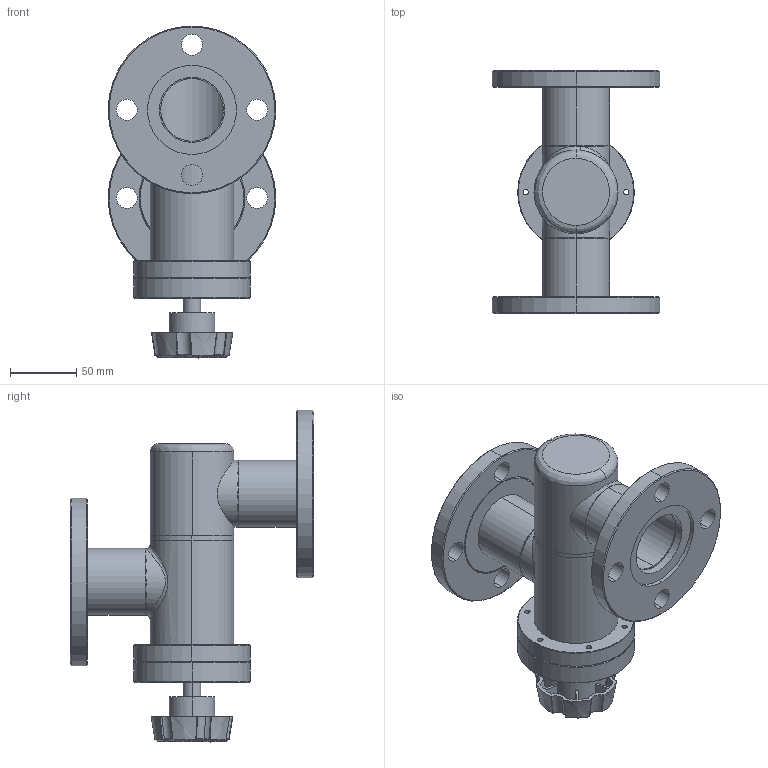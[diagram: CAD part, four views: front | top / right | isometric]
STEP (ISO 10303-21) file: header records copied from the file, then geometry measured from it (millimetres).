
FILE_DESCRIPTION (( 'STEP AP214' ), '1' );
FILE_NAME ('L-200-H-ASA_INLINE_VALVE_VITON_BONNET_MANUAL.STEP', '2020-04-03T08:27:45', ( 'admin' ), ( 'Microsoft' ), 'SwSTEP 2.0', 'SolidWorks 2016', '' );
FILE_SCHEMA (( 'AUTOMOTIVE_DESIGN' ));
Length unit declared in the file: inch
Products named in the file (1): L-200-H-ASA_INLINE_VALVE_VITON_BONNET_MANUAL
Bounding box: 127 x 184.15 x 251.36 mm (x, y, z)
Volume: 510423.5 mm3; surface area: 235676.6 mm2
Topology: 15 solids, 15 shells, 377 faces, 913 edges, 593 vertices
Faces by surface type: cylinder 174, cone 93, plane 90, bspline 20
Entity records: 14885 total; most frequent: CARTESIAN_POINT 5803, DIRECTION 1852, ORIENTED_EDGE 1826, EDGE_CURVE 913, AXIS2_PLACEMENT_3D 785, VERTEX_POINT 593, EDGE_LOOP 474, CIRCLE 427
